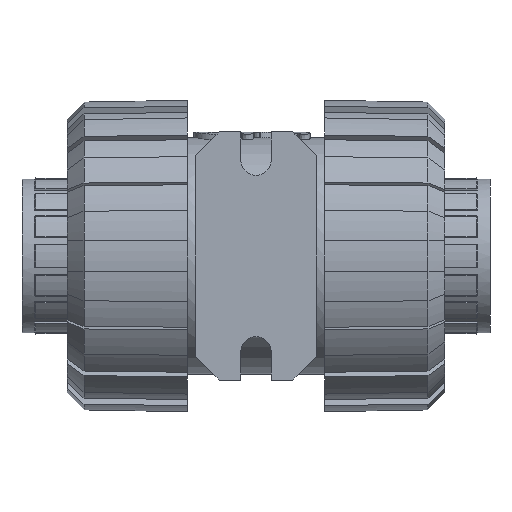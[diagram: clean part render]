
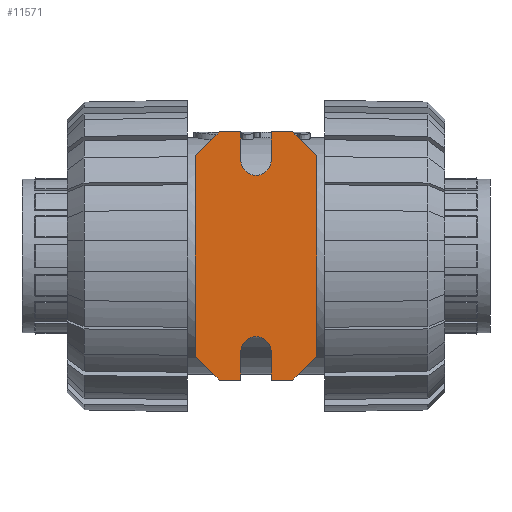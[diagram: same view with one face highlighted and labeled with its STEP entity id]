
A CAD part, front view. The second image highlights one B-rep face of the part: STEP entity #11571.
In plain terms, the highlighted planar face has unit normal (0, -1, 0).
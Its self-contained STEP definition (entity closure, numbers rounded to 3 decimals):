
#1540=PLANE('',#12641);
#2115=FACE_OUTER_BOUND('',#2720,.T.);
#2720=EDGE_LOOP('',(#10733,#10734,#10735,#10736,#10737,#10738,#10739,#10740,
#10741,#10742,#10743,#10744,#10745,#10746,#10747,#10748));
#3410=LINE('',#20478,#4175);
#3462=LINE('',#20593,#4227);
#3464=LINE('',#20597,#4229);
#3466=LINE('',#20601,#4231);
#3469=LINE('',#20609,#4234);
#3471=LINE('',#20613,#4236);
#3473=LINE('',#20617,#4238);
#3475=LINE('',#20621,#4240);
#3477=LINE('',#20625,#4242);
#3479=LINE('',#20629,#4244);
#3481=LINE('',#20633,#4246);
#3484=LINE('',#20641,#4249);
#3486=LINE('',#20645,#4251);
#3487=LINE('',#20647,#4252);
#4175=VECTOR('',#15255,1.);
#4227=VECTOR('',#15363,1.);
#4229=VECTOR('',#15367,1.);
#4231=VECTOR('',#15371,1.);
#4234=VECTOR('',#15380,1.);
#4236=VECTOR('',#15384,1.);
#4238=VECTOR('',#15388,1.);
#4240=VECTOR('',#15392,1.);
#4242=VECTOR('',#15396,1.);
#4244=VECTOR('',#15400,1.);
#4246=VECTOR('',#15404,1.);
#4249=VECTOR('',#15413,1.);
#4251=VECTOR('',#15417,1.);
#4252=VECTOR('',#15420,1.);
#4746=CIRCLE('',#12628,2.7);
#4747=CIRCLE('',#12637,2.7);
#5804=VERTEX_POINT('',#20475);
#5805=VERTEX_POINT('',#20477);
#5840=VERTEX_POINT('',#20591);
#5841=VERTEX_POINT('',#20595);
#5842=VERTEX_POINT('',#20599);
#5843=VERTEX_POINT('',#20603);
#5844=VERTEX_POINT('',#20607);
#5845=VERTEX_POINT('',#20611);
#5846=VERTEX_POINT('',#20615);
#5847=VERTEX_POINT('',#20619);
#5848=VERTEX_POINT('',#20623);
#5849=VERTEX_POINT('',#20627);
#5850=VERTEX_POINT('',#20631);
#5851=VERTEX_POINT('',#20635);
#5852=VERTEX_POINT('',#20639);
#5853=VERTEX_POINT('',#20643);
#7421=EDGE_CURVE('',#5805,#5804,#3410,.T.);
#7479=EDGE_CURVE('',#5804,#5840,#3462,.T.);
#7481=EDGE_CURVE('',#5840,#5841,#3464,.T.);
#7483=EDGE_CURVE('',#5841,#5842,#3466,.T.);
#7485=EDGE_CURVE('',#5842,#5843,#4746,.T.);
#7487=EDGE_CURVE('',#5843,#5844,#3469,.T.);
#7489=EDGE_CURVE('',#5844,#5845,#3471,.T.);
#7491=EDGE_CURVE('',#5845,#5846,#3473,.T.);
#7493=EDGE_CURVE('',#5846,#5847,#3475,.T.);
#7495=EDGE_CURVE('',#5847,#5848,#3477,.T.);
#7497=EDGE_CURVE('',#5848,#5849,#3479,.T.);
#7499=EDGE_CURVE('',#5849,#5850,#3481,.T.);
#7501=EDGE_CURVE('',#5850,#5851,#4747,.T.);
#7503=EDGE_CURVE('',#5851,#5852,#3484,.T.);
#7505=EDGE_CURVE('',#5852,#5853,#3486,.T.);
#7506=EDGE_CURVE('',#5853,#5805,#3487,.T.);
#10733=ORIENTED_EDGE('',*,*,#7421,.T.);
#10734=ORIENTED_EDGE('',*,*,#7479,.T.);
#10735=ORIENTED_EDGE('',*,*,#7481,.T.);
#10736=ORIENTED_EDGE('',*,*,#7483,.T.);
#10737=ORIENTED_EDGE('',*,*,#7485,.T.);
#10738=ORIENTED_EDGE('',*,*,#7487,.T.);
#10739=ORIENTED_EDGE('',*,*,#7489,.T.);
#10740=ORIENTED_EDGE('',*,*,#7491,.T.);
#10741=ORIENTED_EDGE('',*,*,#7493,.T.);
#10742=ORIENTED_EDGE('',*,*,#7495,.T.);
#10743=ORIENTED_EDGE('',*,*,#7497,.T.);
#10744=ORIENTED_EDGE('',*,*,#7499,.T.);
#10745=ORIENTED_EDGE('',*,*,#7501,.T.);
#10746=ORIENTED_EDGE('',*,*,#7503,.T.);
#10747=ORIENTED_EDGE('',*,*,#7505,.T.);
#10748=ORIENTED_EDGE('',*,*,#7506,.T.);
#11571=ADVANCED_FACE('',(#2115),#1540,.F.);
#12628=AXIS2_PLACEMENT_3D('',#20605,#15375,#15376);
#12637=AXIS2_PLACEMENT_3D('',#20637,#15408,#15409);
#12641=AXIS2_PLACEMENT_3D('',#20648,#15421,#15422);
#15255=DIRECTION('',(0.,0.,-1.));
#15363=DIRECTION('',(0.707,0.,-0.707));
#15367=DIRECTION('',(1.,0.,0.));
#15371=DIRECTION('',(0.,0.,1.));
#15375=DIRECTION('center_axis',(0.,1.,0.));
#15376=DIRECTION('ref_axis',(-1.,0.,0.));
#15380=DIRECTION('',(0.,0.,-1.));
#15384=DIRECTION('',(1.,0.,0.));
#15388=DIRECTION('',(0.707,0.,0.707));
#15392=DIRECTION('',(0.,0.,1.));
#15396=DIRECTION('',(-0.707,0.,0.707));
#15400=DIRECTION('',(-1.,0.,0.));
#15404=DIRECTION('',(0.,0.,-1.));
#15408=DIRECTION('center_axis',(0.,1.,0.));
#15409=DIRECTION('ref_axis',(1.,0.,0.));
#15413=DIRECTION('',(0.,0.,1.));
#15417=DIRECTION('',(-1.,0.,0.));
#15420=DIRECTION('',(-0.707,0.,-0.707));
#15421=DIRECTION('center_axis',(0.,1.,0.));
#15422=DIRECTION('ref_axis',(1.,0.,0.));
#20475=CARTESIAN_POINT('',(-10.75,-33.,-17.8));
#20477=CARTESIAN_POINT('',(-10.75,-33.,17.8));
#20478=CARTESIAN_POINT('',(-10.75,-33.,0.));
#20591=CARTESIAN_POINT('',(-6.55,-33.,-22.));
#20593=CARTESIAN_POINT('',(-10.75,-33.,-17.8));
#20595=CARTESIAN_POINT('',(-2.7,-33.,-22.));
#20597=CARTESIAN_POINT('',(-6.55,-33.,-22.));
#20599=CARTESIAN_POINT('',(-2.7,-33.,-17.));
#20601=CARTESIAN_POINT('',(-2.7,-33.,-22.));
#20603=CARTESIAN_POINT('',(2.7,-33.,-17.));
#20605=CARTESIAN_POINT('Origin',(0.,-33.,-17.));
#20607=CARTESIAN_POINT('',(2.7,-33.,-22.));
#20609=CARTESIAN_POINT('',(2.7,-33.,-17.));
#20611=CARTESIAN_POINT('',(6.55,-33.,-22.));
#20613=CARTESIAN_POINT('',(2.7,-33.,-22.));
#20615=CARTESIAN_POINT('',(10.75,-33.,-17.8));
#20617=CARTESIAN_POINT('',(6.55,-33.,-22.));
#20619=CARTESIAN_POINT('',(10.75,-33.,17.8));
#20621=CARTESIAN_POINT('',(10.75,-33.,-17.8));
#20623=CARTESIAN_POINT('',(6.55,-33.,22.));
#20625=CARTESIAN_POINT('',(10.75,-33.,17.8));
#20627=CARTESIAN_POINT('',(2.7,-33.,22.));
#20629=CARTESIAN_POINT('',(6.55,-33.,22.));
#20631=CARTESIAN_POINT('',(2.7,-33.,17.));
#20633=CARTESIAN_POINT('',(2.7,-33.,22.));
#20635=CARTESIAN_POINT('',(-2.7,-33.,17.));
#20637=CARTESIAN_POINT('Origin',(0.,-33.,17.));
#20639=CARTESIAN_POINT('',(-2.7,-33.,22.));
#20641=CARTESIAN_POINT('',(-2.7,-33.,17.));
#20643=CARTESIAN_POINT('',(-6.55,-33.,22.));
#20645=CARTESIAN_POINT('',(-2.7,-33.,22.));
#20647=CARTESIAN_POINT('',(-6.55,-33.,22.));
#20648=CARTESIAN_POINT('Origin',(0.,-33.,0.));
